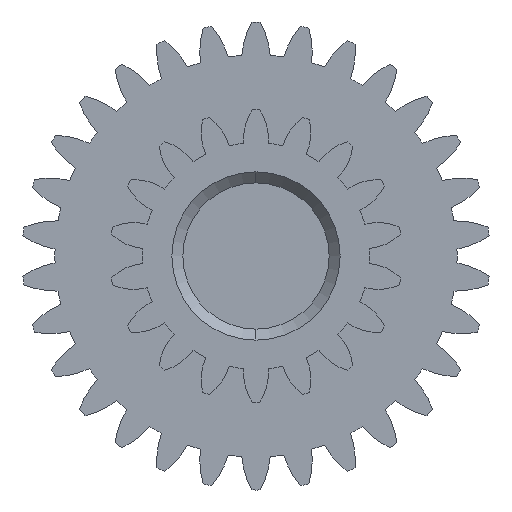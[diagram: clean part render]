
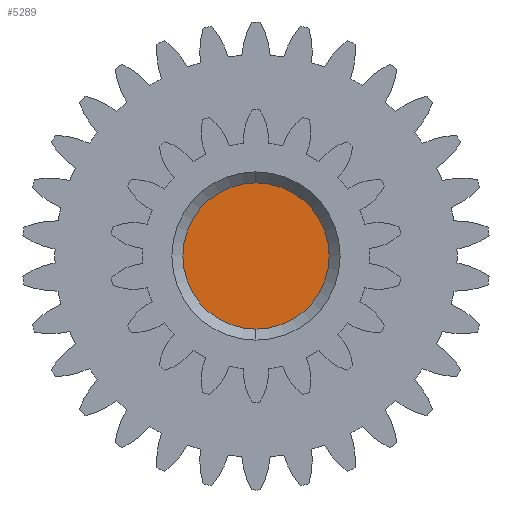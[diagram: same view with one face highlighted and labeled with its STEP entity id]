
A CAD part, left-side view. The second image highlights one B-rep face of the part: STEP entity #5289.
In plain terms, the highlighted planar face has unit normal (-1, 0, 0).
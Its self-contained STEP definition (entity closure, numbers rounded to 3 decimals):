
#544 = VERTEX_POINT ( 'NONE', #3024 ) ;
#1292 = DIRECTION ( 'NONE',  ( 1., 0., 0. ) ) ;
#1885 = ORIENTED_EDGE ( 'NONE', *, *, #5595, .F. ) ;
#2096 = CIRCLE ( 'NONE', #4388, 5. ) ;
#2343 = CARTESIAN_POINT ( 'NONE',  ( -2., 0., 0. ) ) ;
#2382 = CARTESIAN_POINT ( 'NONE',  ( -2., 0., 5. ) ) ;
#2530 = EDGE_LOOP ( 'NONE', ( #6258, #1885 ) ) ;
#2563 = CIRCLE ( 'NONE', #4262, 5. ) ;
#3024 = CARTESIAN_POINT ( 'NONE',  ( -2., 0., -5. ) ) ;
#3607 = EDGE_CURVE ( 'NONE', #4036, #544, #2563, .T. ) ;
#4036 = VERTEX_POINT ( 'NONE', #2382 ) ;
#4208 = FACE_OUTER_BOUND ( 'NONE', #2530, .T. ) ;
#4216 = DIRECTION ( 'NONE',  ( 0., 0., -1. ) ) ;
#4262 = AXIS2_PLACEMENT_3D ( 'NONE', #6550, #4786, #4216 ) ;
#4388 = AXIS2_PLACEMENT_3D ( 'NONE', #6951, #1292, #6914 ) ;
#4665 = DIRECTION ( 'NONE',  ( 1., 0., 0. ) ) ;
#4786 = DIRECTION ( 'NONE',  ( 1., 0., 0. ) ) ;
#5256 = PLANE ( 'NONE',  #5351 ) ;
#5289 = ADVANCED_FACE ( 'NONE', ( #4208 ), #5256, .F. ) ;
#5351 = AXIS2_PLACEMENT_3D ( 'NONE', #2343, #4665, #5896 ) ;
#5595 = EDGE_CURVE ( 'NONE', #544, #4036, #2096, .T. ) ;
#5896 = DIRECTION ( 'NONE',  ( 0., 0., -1. ) ) ;
#6258 = ORIENTED_EDGE ( 'NONE', *, *, #3607, .F. ) ;
#6550 = CARTESIAN_POINT ( 'NONE',  ( -2., 0., 0. ) ) ;
#6914 = DIRECTION ( 'NONE',  ( 0., 0., -1. ) ) ;
#6951 = CARTESIAN_POINT ( 'NONE',  ( -2., 0., 0. ) ) ;
